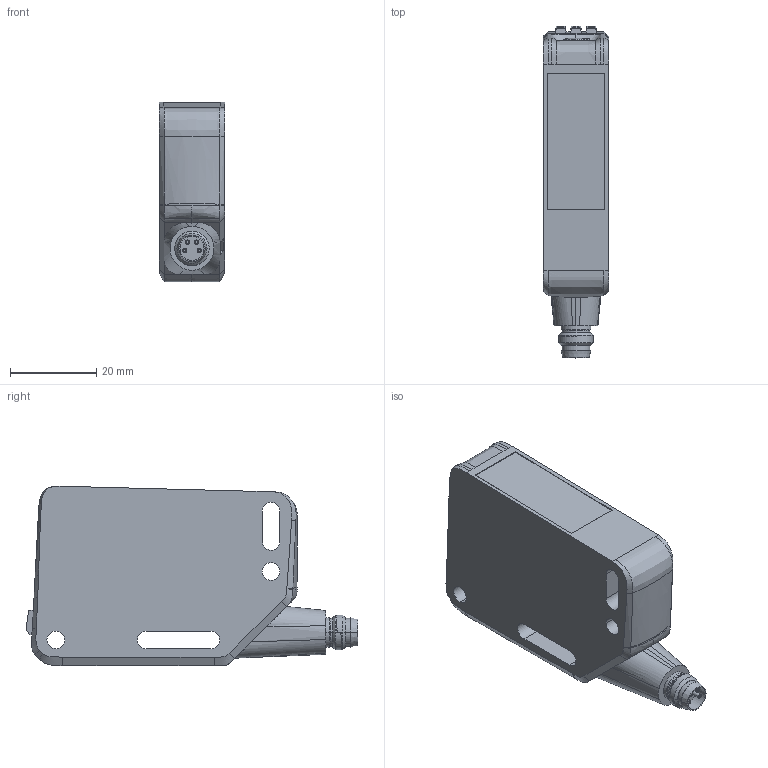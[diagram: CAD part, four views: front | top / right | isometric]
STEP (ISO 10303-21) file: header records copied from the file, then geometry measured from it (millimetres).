
FILE_DESCRIPTION((''),'2;1');
FILE_NAME('DM_CAD-5790','2018-04-20T',('creinig-se'),(''),'PRO/ENGINEER BY PARAMETRIC TECHNOLOGY CORPORATION, 2015440','PRO/ENGINEER BY PARAMETRIC TECHNOLOGY CORPORATION, 2015440','');
FILE_SCHEMA(('CONFIG_CONTROL_DESIGN'));
Length unit declared in the file: millimetre
Products named in the file (1): DM_CAD-5790
Bounding box: 15.1 x 77.11 x 41.71 mm (x, y, z)
Volume: 34753.4 mm3; surface area: 9612.7 mm2
Topology: 1 solids, 1 shells, 287 faces, 1194 edges, 1211 vertices
Faces by surface type: plane 120, cylinder 58, bspline 54, cone 21, torus 15, sphere 10, extrusion 9
Entity records: 20372 total; most frequent: CARTESIAN_POINT 6394, DIRECTION 1715, ORIENTED_EDGE 1508, PRESENTATION_STYLE_ASSIGNMENT 1440, STYLED_ITEM 1396, CURVE_STYLE 1299, EDGE_CURVE 754, VECTOR 703
